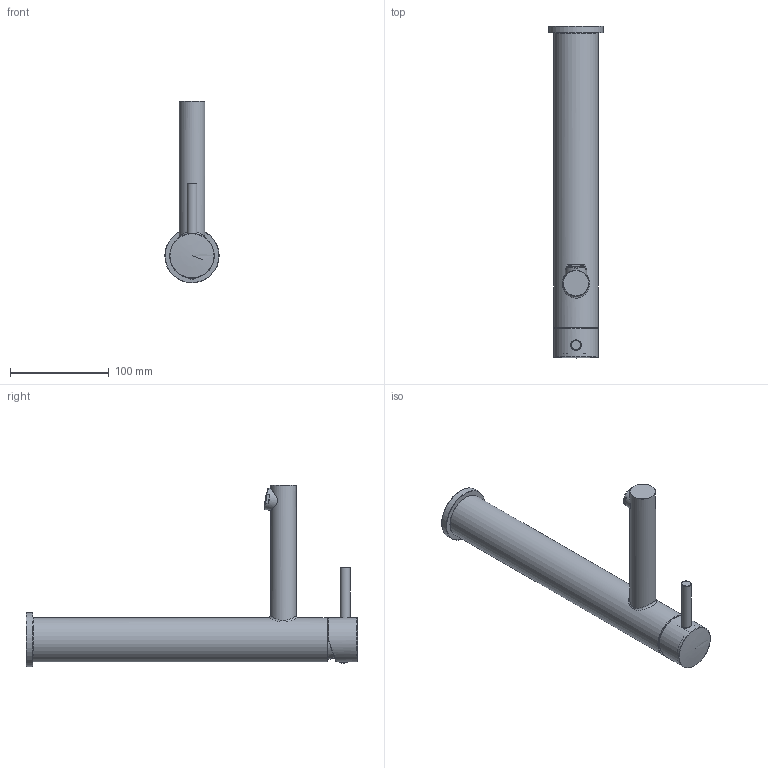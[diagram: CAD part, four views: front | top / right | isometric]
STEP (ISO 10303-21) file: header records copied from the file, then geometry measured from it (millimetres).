
FILE_DESCRIPTION(/* description */ (''),/* implementation_level */ '2;1');
FILE_NAME(/* name */ 'GL01 3D.stp',/* time_stamp */ '2017-08-29T09:18:57-04:00',/* author */ ('simono'),/* organization */ (''),/* preprocessor_version */ 'ST-DEVELOPER v15.6',/* originating_system */ 'Autodesk Inventor 2015',/* authorisation */ '');
FILE_SCHEMA (('AUTOMOTIVE_DESIGN { 1 0 10303 214 3 1 1 }'));
Length unit declared in the file: millimetre
Products named in the file (21): 012-318; 003-013; 002-809; 001-026; 052-006; 305-027; 401-072_1; 401-072_2; 401-072_3; 401-072_4; 401-072_5; 401-072_6; 401-072; 320-139; 6643; 320-331; 014-333; 218-080; 157-040; 9318; GL01
Assembly tree (22 placements, depth 4):
  GL01
    9318
      012-318
      003-013
      002-809
      001-026
      052-006
      305-027
      401-072
        401-072_1
        401-072_2
        401-072_3
        401-072_4
        401-072_5  x2
        401-072_6
      320-139
      6643
      320-331
      014-333
      218-080  x2
      157-040
Bounding box: 54.94 x 336 x 183.97 mm (x, y, z)
Volume: 225200.1 mm3; surface area: 153502 mm2
Topology: 21 solids, 21 shells, 700 faces, 1747 edges, 1109 vertices
Faces by surface type: plane 347, cylinder 237, torus 53, cone 26, bspline 23, sphere 14
Full cylindrical faces by diameter (mm): 2.1 x2, 2.5 x1, 3 x1, 3.25 x1, 4.7 x2, 5 x1, 5.2 x2, 6.5 x2, 6.647 x1, 6.712 x1, 7 x3, 7.203 x1, 8 x3, 8.45 x2, 8.917 x2, 9 x1, 10 x4, 10.1 x2, 11 x2, 12 x1, 12.4 x1, 13.3 x2, 13.4 x1, 14.1 x1, 15 x1, 15.6 x3, 18.2 x2, 19.967 x2, 20.3 x1, 20.917 x1
Entity records: 24328 total; most frequent: CARTESIAN_POINT 7533, DIRECTION 3469, ORIENTED_EDGE 3134, EDGE_CURVE 1567, AXIS2_PLACEMENT_3D 1292, VERTEX_POINT 1074, EDGE_LOOP 923, LINE 885
